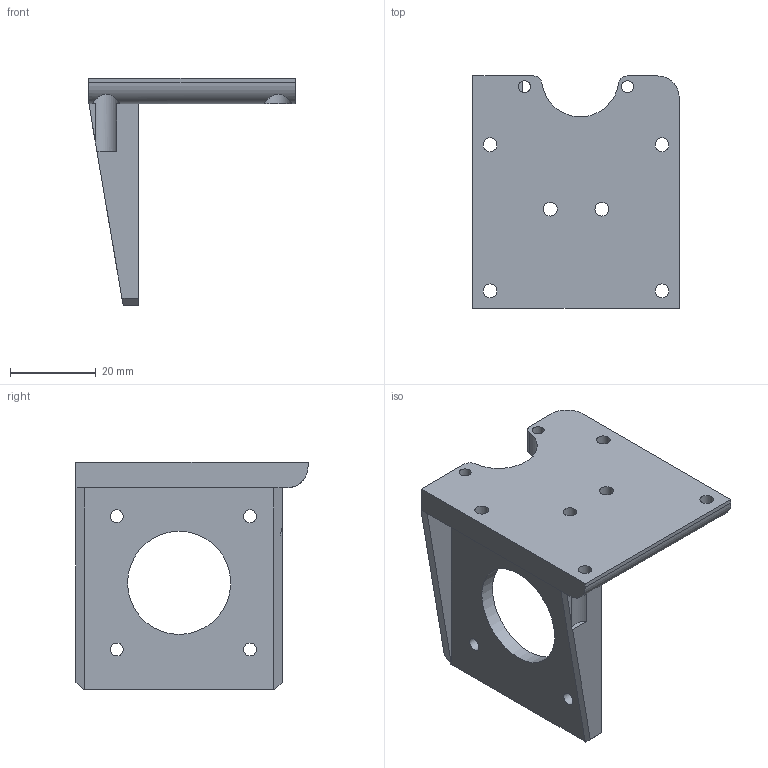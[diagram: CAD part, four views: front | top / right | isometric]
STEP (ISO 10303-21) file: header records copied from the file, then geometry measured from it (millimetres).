
FILE_DESCRIPTION(('FreeCAD Model'),'2;1');
FILE_NAME('titan-aero-holder-x1.step', '2021-05-13T10:33:25',('Author'),(''), 'Open CASCADE STEP processor 7.3','FreeCAD','Unknown');
FILE_SCHEMA(('AUTOMOTIVE_DESIGN { 1 0 10303 214 1 1 1 1 }'));
Length unit declared in the file: millimetre
Products named in the file (1): aero-holder
Bounding box: 48.01 x 54 x 53 mm (x, y, z)
Volume: 20279.2 mm3; surface area: 11533.3 mm2
Topology: 1 solids, 1 shells, 67 faces, 184 edges, 121 vertices
Faces by surface type: plane 43, cylinder 23, torus 1
Full cylindrical faces by diameter (mm): 2.8 x2, 3 x4, 3.2 x6, 6.4 x4, 24 x1
Entity records: 5291 total; most frequent: CARTESIAN_POINT 1528, DIRECTION 699, LINE 409, VECTOR 409, ORIENTED_EDGE 368, PCURVE 368, DEFINITIONAL_REPRESENTATION 368, EDGE_CURVE 184
